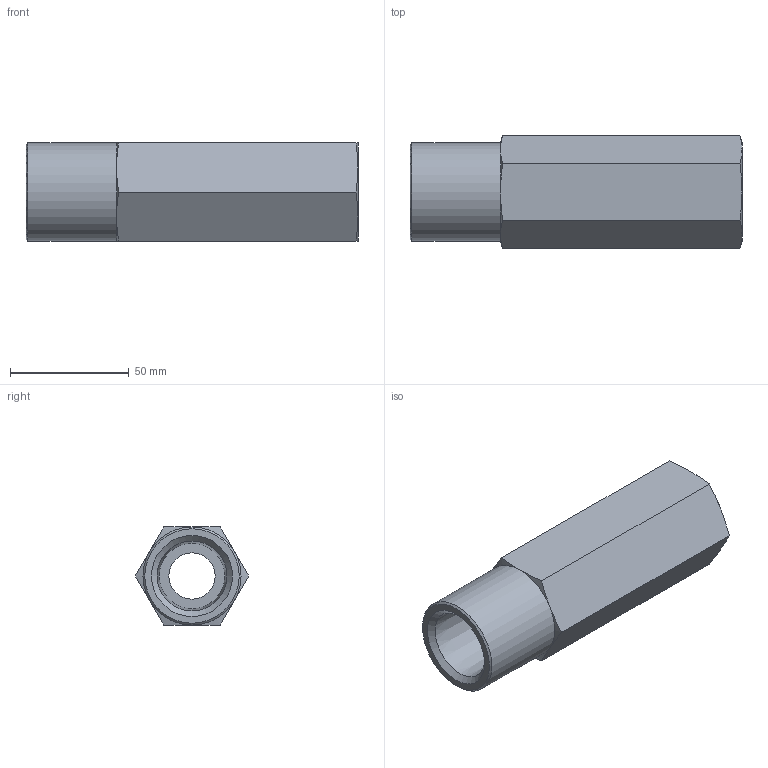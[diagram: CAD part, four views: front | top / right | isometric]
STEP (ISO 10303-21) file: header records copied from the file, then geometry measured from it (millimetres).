
FILE_DESCRIPTION((''),'2;1');
FILE_NAME('1308L.stp','2015-01-26T11:22:43',('jml'),(''),'Autodesk Inventor 2010','Autodesk Inventor 2010','');
FILE_SCHEMA(('AUTOMOTIVE_DESIGN { 1 0 10303 214 1 1 1 1 }'));
Length unit declared in the file: inch
Products named in the file (1): 320024
Bounding box: 139.7 x 47.66 x 41.27 mm (x, y, z)
Volume: 117164.9 mm3; surface area: 33479.5 mm2
Topology: 1 solids, 1 shells, 134 faces, 327 edges, 213 vertices
Faces by surface type: plane 95, cylinder 20, cone 17, bspline 2
Full cylindrical faces by diameter (mm): 2.088 x1, 19.456 x1, 27.762 x2, 28.854 x1, 41.275 x1
Entity records: 3934 total; most frequent: CARTESIAN_POINT 727, ORIENTED_EDGE 626, DIRECTION 614, EDGE_CURVE 313, VECTOR 230, LINE 230, VERTEX_POINT 211, AXIS2_PLACEMENT_3D 192
